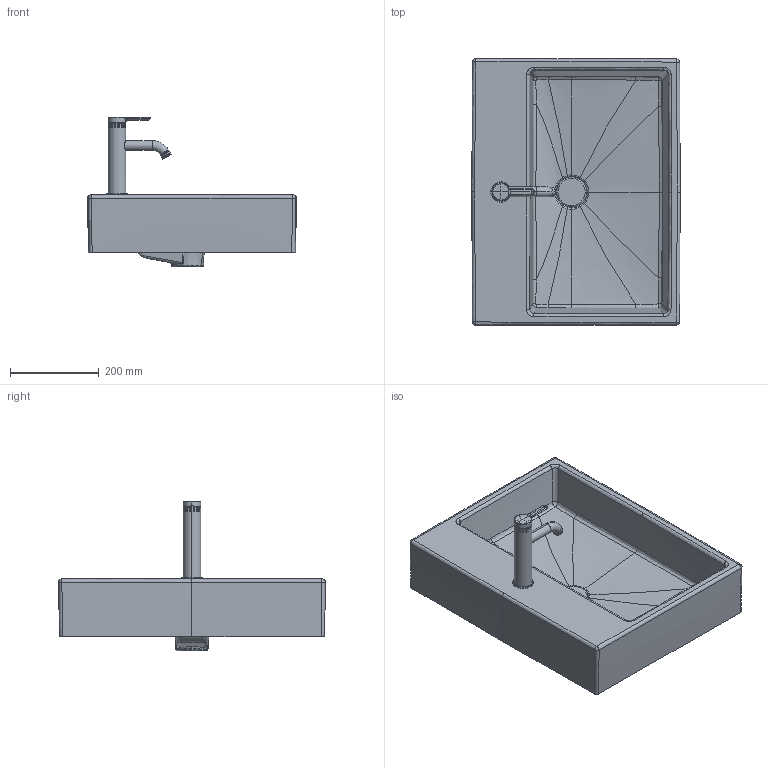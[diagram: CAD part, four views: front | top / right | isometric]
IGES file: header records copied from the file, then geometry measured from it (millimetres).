
Global section: file name: No Iges File Name specified; native system: Autodesk Inventor 2011; preprocessor: AutoDesk Inventor Iges Exporter R2011; author: Administrator; date: 20170706.145410; units: millimetre
Bounding box: 469.93 x 600.21 x 337.45 mm (x, y, z)
Volume: 13457758.8 mm3; surface area: 1168131.4 mm2
Topology: 8 solids, 11 shells, 560 faces, 1328 edges, 796 vertices
Faces by surface type: bspline 249, revolution 113, plane 95, cylinder 63, torus 23, cone 12, sphere 5
